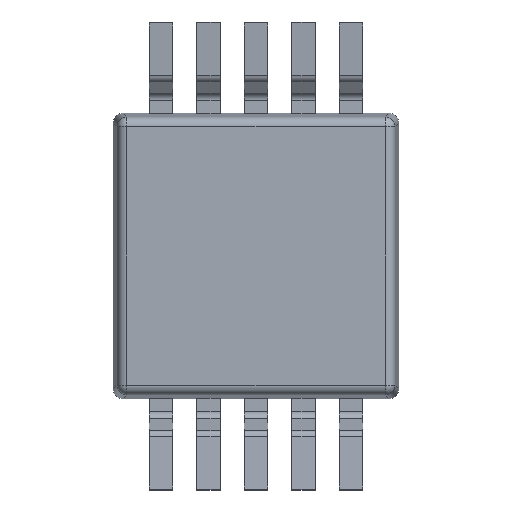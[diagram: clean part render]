
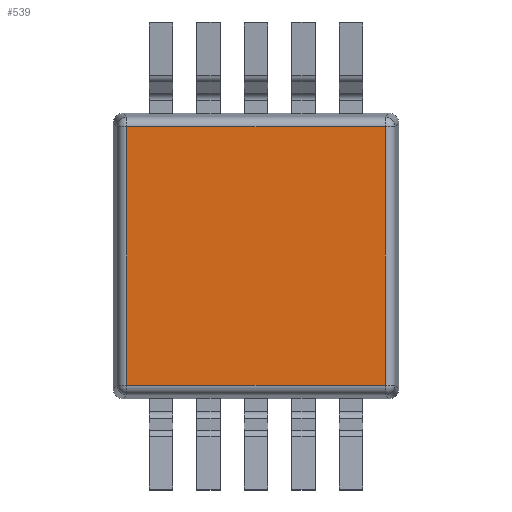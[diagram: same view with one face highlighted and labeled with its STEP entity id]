
A CAD part, front view. The second image highlights one B-rep face of the part: STEP entity #539.
In plain terms, the highlighted planar face has unit normal (0, -1, 0).
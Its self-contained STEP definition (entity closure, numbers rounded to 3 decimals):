
#539 = ADVANCED_FACE('',(#540),#574,.T.);
#540 = FACE_BOUND('',#541,.T.);
#541 = EDGE_LOOP('',(#542,#552,#560,#568));
#542 = ORIENTED_EDGE('',*,*,#543,.T.);
#543 = EDGE_CURVE('',#544,#546,#548,.T.);
#544 = VERTEX_POINT('',#545);
#545 = CARTESIAN_POINT('',(-1.36,0.1,1.36));
#546 = VERTEX_POINT('',#547);
#547 = CARTESIAN_POINT('',(-1.36,0.1,-1.36));
#548 = LINE('',#549,#550);
#549 = CARTESIAN_POINT('',(-1.36,0.1,0.));
#550 = VECTOR('',#551,1.);
#551 = DIRECTION('',(-0.,-0.,-1.));
#552 = ORIENTED_EDGE('',*,*,#553,.T.);
#553 = EDGE_CURVE('',#546,#554,#556,.T.);
#554 = VERTEX_POINT('',#555);
#555 = CARTESIAN_POINT('',(1.36,0.1,-1.36));
#556 = LINE('',#557,#558);
#557 = CARTESIAN_POINT('',(0.,0.1,-1.36));
#558 = VECTOR('',#559,1.);
#559 = DIRECTION('',(1.,0.,0.));
#560 = ORIENTED_EDGE('',*,*,#561,.T.);
#561 = EDGE_CURVE('',#554,#562,#564,.T.);
#562 = VERTEX_POINT('',#563);
#563 = CARTESIAN_POINT('',(1.36,0.1,1.36));
#564 = LINE('',#565,#566);
#565 = CARTESIAN_POINT('',(1.36,0.1,0.));
#566 = VECTOR('',#567,1.);
#567 = DIRECTION('',(0.,0.,1.));
#568 = ORIENTED_EDGE('',*,*,#569,.T.);
#569 = EDGE_CURVE('',#562,#544,#570,.T.);
#570 = LINE('',#571,#572);
#571 = CARTESIAN_POINT('',(0.,0.1,1.36));
#572 = VECTOR('',#573,1.);
#573 = DIRECTION('',(-1.,-0.,-0.));
#574 = PLANE('',#575);
#575 = AXIS2_PLACEMENT_3D('',#576,#577,#578);
#576 = CARTESIAN_POINT('',(0.,0.1,0.));
#577 = DIRECTION('',(0.,-1.,0.));
#578 = DIRECTION('',(0.,0.,-1.));
